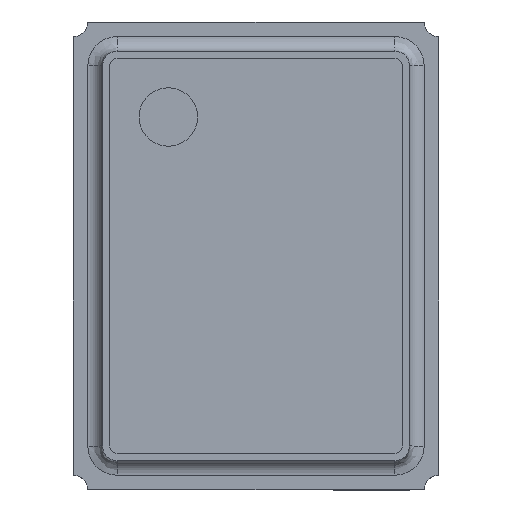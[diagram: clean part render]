
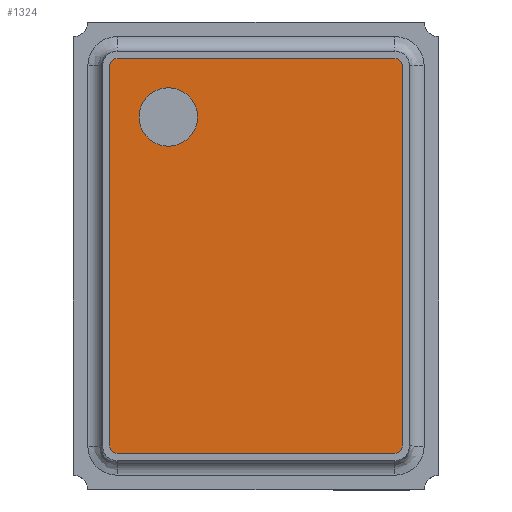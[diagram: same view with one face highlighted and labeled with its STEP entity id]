
A CAD part, top view. The second image highlights one B-rep face of the part: STEP entity #1324.
In plain terms, the highlighted planar face has unit normal (0, 0, 1).
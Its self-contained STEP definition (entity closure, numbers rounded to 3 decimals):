
#962=CARTESIAN_POINT('',(-0.6,0.75,0.7));
#963=VERTEX_POINT('',#962);
#972=CARTESIAN_POINT('',(-0.6,1.15,0.7));
#973=VERTEX_POINT('',#972);
#974=CARTESIAN_POINT('',(-0.6,0.95,0.7));
#975=DIRECTION('',(0.0,0.0,-1.0));
#976=DIRECTION('',(0.0,-1.0,0.0));
#977=AXIS2_PLACEMENT_3D('',#974,#975,#976);
#978=CIRCLE('',#977,0.2);
#979=EDGE_CURVE('',#973,#963,#978,.T.);
#1013=CARTESIAN_POINT('',(-0.6,0.95,0.7));
#1014=DIRECTION('',(0.0,0.0,-1.0));
#1015=DIRECTION('',(0.0,-1.0,0.0));
#1016=AXIS2_PLACEMENT_3D('',#1013,#1014,#1015);
#1017=CIRCLE('',#1016,0.2);
#1018=EDGE_CURVE('',#963,#973,#1017,.T.);
#1049=CARTESIAN_POINT('',(-1.0,1.3,0.7));
#1050=VERTEX_POINT('',#1049);
#1057=CARTESIAN_POINT('',(-0.95,1.35,0.7));
#1058=VERTEX_POINT('',#1057);
#1059=CARTESIAN_POINT('',(-0.95,1.3,0.7));
#1060=DIRECTION('',(0.0,0.0,1.0));
#1061=DIRECTION('',(-0.707,0.707,0.0));
#1062=AXIS2_PLACEMENT_3D('',#1059,#1060,#1061);
#1063=CIRCLE('',#1062,0.05);
#1064=EDGE_CURVE('',#1058,#1050,#1063,.T.);
#1088=CARTESIAN_POINT('',(-1.,-1.3,0.7));
#1089=VERTEX_POINT('',#1088);
#1096=CARTESIAN_POINT('',(-1.0,1.3,0.7));
#1097=DIRECTION('',(0.0,-1.0,0.0));
#1098=VECTOR('',#1097,2.6);
#1099=LINE('',#1096,#1098);
#1100=EDGE_CURVE('',#1050,#1089,#1099,.T.);
#1120=CARTESIAN_POINT('',(-0.95,-1.35,0.7));
#1121=VERTEX_POINT('',#1120);
#1128=CARTESIAN_POINT('',(-0.95,-1.3,0.7));
#1129=DIRECTION('',(0.0,0.0,1.0));
#1130=DIRECTION('',(-0.707,-0.707,0.0));
#1131=AXIS2_PLACEMENT_3D('',#1128,#1129,#1130);
#1132=CIRCLE('',#1131,0.05);
#1133=EDGE_CURVE('',#1089,#1121,#1132,.T.);
#1152=CARTESIAN_POINT('',(0.95,-1.35,0.7));
#1153=VERTEX_POINT('',#1152);
#1160=CARTESIAN_POINT('',(-0.95,-1.35,0.7));
#1161=DIRECTION('',(1.0,0.0,0.0));
#1162=VECTOR('',#1161,1.9);
#1163=LINE('',#1160,#1162);
#1164=EDGE_CURVE('',#1121,#1153,#1163,.T.);
#1184=CARTESIAN_POINT('',(1.0,-1.3,0.7));
#1185=VERTEX_POINT('',#1184);
#1192=CARTESIAN_POINT('',(0.95,-1.3,0.7));
#1193=DIRECTION('',(0.0,0.0,1.0));
#1194=DIRECTION('',(0.707,-0.707,0.0));
#1195=AXIS2_PLACEMENT_3D('',#1192,#1193,#1194);
#1196=CIRCLE('',#1195,0.05);
#1197=EDGE_CURVE('',#1153,#1185,#1196,.T.);
#1216=CARTESIAN_POINT('',(1.0,1.3,0.7));
#1217=VERTEX_POINT('',#1216);
#1224=CARTESIAN_POINT('',(1.0,-1.3,0.7));
#1225=DIRECTION('',(0.0,1.0,0.0));
#1226=VECTOR('',#1225,2.6);
#1227=LINE('',#1224,#1226);
#1228=EDGE_CURVE('',#1185,#1217,#1227,.T.);
#1248=CARTESIAN_POINT('',(0.95,1.35,0.7));
#1249=VERTEX_POINT('',#1248);
#1256=CARTESIAN_POINT('',(0.95,1.3,0.7));
#1257=DIRECTION('',(0.0,0.0,1.0));
#1258=DIRECTION('',(0.707,0.707,0.0));
#1259=AXIS2_PLACEMENT_3D('',#1256,#1257,#1258);
#1260=CIRCLE('',#1259,0.05);
#1261=EDGE_CURVE('',#1217,#1249,#1260,.T.);
#1279=CARTESIAN_POINT('',(0.95,1.35,0.7));
#1280=DIRECTION('',(-1.0,0.0,0.0));
#1281=VECTOR('',#1280,1.9);
#1282=LINE('',#1279,#1281);
#1283=EDGE_CURVE('',#1249,#1058,#1282,.T.);
#1305=CARTESIAN_POINT('',(0.,0.,0.7));
#1306=DIRECTION('',(0.0,0.0,1.0));
#1307=DIRECTION('',(1.0,0.0,0.0));
#1308=AXIS2_PLACEMENT_3D('',#1305,#1306,#1307);
#1309=PLANE('',#1308);
#1310=ORIENTED_EDGE('',*,*,#1283,.T.);
#1311=ORIENTED_EDGE('',*,*,#1064,.T.);
#1312=ORIENTED_EDGE('',*,*,#1100,.T.);
#1313=ORIENTED_EDGE('',*,*,#1133,.T.);
#1314=ORIENTED_EDGE('',*,*,#1164,.T.);
#1315=ORIENTED_EDGE('',*,*,#1197,.T.);
#1316=ORIENTED_EDGE('',*,*,#1228,.T.);
#1317=ORIENTED_EDGE('',*,*,#1261,.T.);
#1318=EDGE_LOOP('',(#1310,#1311,#1312,#1313,#1314,#1315,#1316,#1317));
#1319=FACE_OUTER_BOUND('',#1318,.T.);
#1320=ORIENTED_EDGE('',*,*,#979,.T.);
#1321=ORIENTED_EDGE('',*,*,#1018,.T.);
#1322=EDGE_LOOP('',(#1320,#1321));
#1323=FACE_BOUND('',#1322,.T.);
#1324=ADVANCED_FACE('',(#1319,#1323),#1309,.T.);
